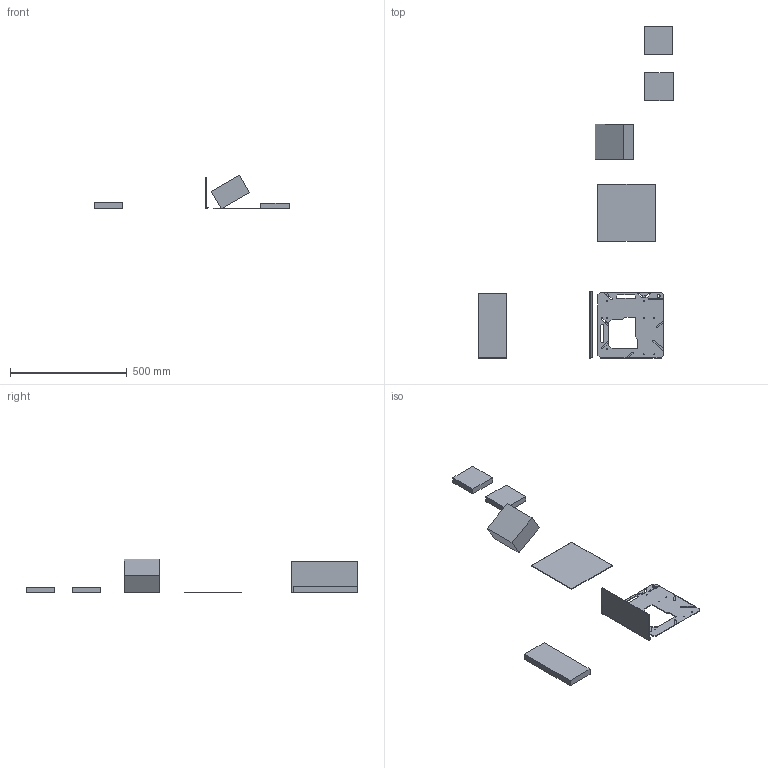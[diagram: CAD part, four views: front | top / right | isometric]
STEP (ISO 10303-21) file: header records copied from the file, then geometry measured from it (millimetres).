
FILE_DESCRIPTION(('HOOPS Exchange Step'),'2;1');
FILE_NAME('temp_export','2022-10-28T18:09:35+08:00',('mobile'),('Shapr3D Limited'),'HOOPS Exchange 2022.1','Shapr3D','Authorized');
FILE_SCHEMA( ('AUTOMOTIVE_DESIGN { 1 0 10303 214 1 1 1 1 }') );
Length unit declared in the file: millimetre
Products named in the file (1): root
Bounding box: 832 x 1420 x 145.24 mm (x, y, z)
Volume: 3905673 mm3; surface area: 597281.9 mm2
Topology: 8 solids, 8 shells, 132 faces, 362 edges, 242 vertices
Faces by surface type: plane 105, cylinder 27
Full cylindrical faces by diameter (mm): 4 x8, 12 x1
Entity records: 4239 total; most frequent: CARTESIAN_POINT 737, ORIENTED_EDGE 724, DIRECTION 684, EDGE_CURVE 362, VECTOR 306, LINE 306, VERTEX_POINT 242, AXIS2_PLACEMENT_3D 189
